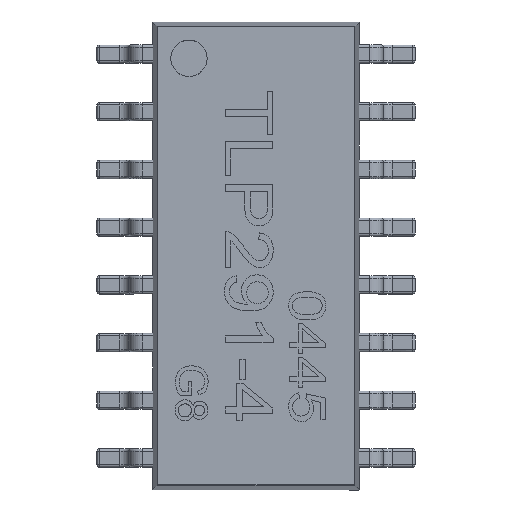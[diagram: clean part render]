
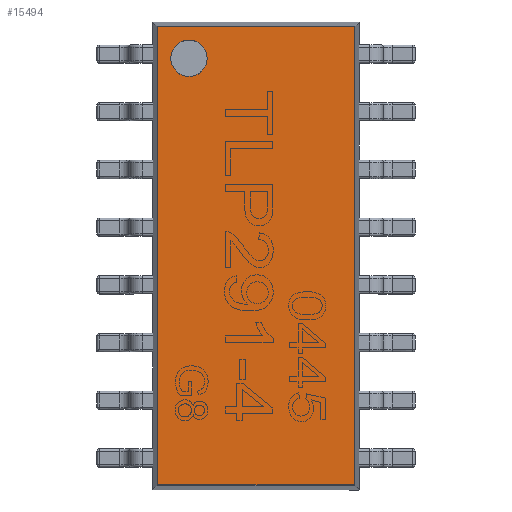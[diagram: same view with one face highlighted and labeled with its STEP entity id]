
A CAD part, top view. The second image highlights one B-rep face of the part: STEP entity #15494.
In plain terms, the highlighted planar face has unit normal (0, 0, 1).
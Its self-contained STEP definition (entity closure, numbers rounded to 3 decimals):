
#1098 = EDGE_CURVE ( 'NONE', #25434, #13727, #33320, .T. ) ;
#1709 = ORIENTED_EDGE ( 'NONE', *, *, #38524, .T. ) ;
#1765 = FACE_OUTER_BOUND ( 'NONE', #17166, .T. ) ;
#2246 = CIRCLE ( 'NONE', #31597, 0.4 ) ;
#2490 = CARTESIAN_POINT ( 'NONE',  ( -1.875, 4.35, 2.101 ) ) ;
#3021 = DIRECTION ( 'NONE',  ( 1., 0., 0. ) ) ;
#3393 = ORIENTED_EDGE ( 'NONE', *, *, #1098, .T. ) ;
#3470 = CARTESIAN_POINT ( 'NONE',  ( 2.166, 5.041, 2.101 ) ) ;
#4618 = DIRECTION ( 'NONE',  ( -1., 0., 0. ) ) ;
#4803 = DIRECTION ( 'NONE',  ( 1., 0., 0. ) ) ;
#5366 = LINE ( 'NONE', #29708, #33785 ) ;
#5651 = DIRECTION ( 'NONE',  ( 0., -1., 0. ) ) ;
#10572 = CARTESIAN_POINT ( 'NONE',  ( -1.475, 4.35, 2.101 ) ) ;
#12854 = VERTEX_POINT ( 'NONE', #13538 ) ;
#13538 = CARTESIAN_POINT ( 'NONE',  ( 2.166, -5.041, 2.101 ) ) ;
#13727 = VERTEX_POINT ( 'NONE', #33463 ) ;
#14222 = DIRECTION ( 'NONE',  ( -1., 0., 0. ) ) ;
#14718 = CARTESIAN_POINT ( 'NONE',  ( -1.475, 4.35, 2.101 ) ) ;
#15158 = CARTESIAN_POINT ( 'NONE',  ( -1.075, 4.35, 2.101 ) ) ;
#15494 = ADVANCED_FACE ( 'NONE', ( #1765, #31130 ), #20027, .F. ) ;
#16244 = CIRCLE ( 'NONE', #16686, 0.4 ) ;
#16278 = DIRECTION ( 'NONE',  ( 0., 1., 0. ) ) ;
#16293 = DIRECTION ( 'NONE',  ( 1., 0., 0. ) ) ;
#16686 = AXIS2_PLACEMENT_3D ( 'NONE', #10572, #16796, #16293 ) ;
#16796 = DIRECTION ( 'NONE',  ( 0., 0., 1. ) ) ;
#16913 = ORIENTED_EDGE ( 'NONE', *, *, #21354, .F. ) ;
#16919 = EDGE_CURVE ( 'NONE', #12854, #25434, #18670, .T. ) ;
#17166 = EDGE_LOOP ( 'NONE', ( #31047, #3393, #25298, #1709 ) ) ;
#17475 = LINE ( 'NONE', #33231, #19390 ) ;
#17819 = EDGE_LOOP ( 'NONE', ( #16913, #25389 ) ) ;
#18228 = VECTOR ( 'NONE', #4618, 1000. ) ;
#18664 = VERTEX_POINT ( 'NONE', #25821 ) ;
#18670 = LINE ( 'NONE', #31270, #19133 ) ;
#19133 = VECTOR ( 'NONE', #16278, 1000. ) ;
#19390 = VECTOR ( 'NONE', #3021, 1000. ) ;
#20027 = PLANE ( 'NONE',  #25973 ) ;
#21354 = EDGE_CURVE ( 'NONE', #34319, #39061, #2246, .T. ) ;
#25298 = ORIENTED_EDGE ( 'NONE', *, *, #28500, .T. ) ;
#25389 = ORIENTED_EDGE ( 'NONE', *, *, #31929, .F. ) ;
#25434 = VERTEX_POINT ( 'NONE', #3470 ) ;
#25821 = CARTESIAN_POINT ( 'NONE',  ( -2.166, -5.041, 2.101 ) ) ;
#25973 = AXIS2_PLACEMENT_3D ( 'NONE', #29300, #32090, #14222 ) ;
#28500 = EDGE_CURVE ( 'NONE', #13727, #18664, #5366, .T. ) ;
#29300 = CARTESIAN_POINT ( 'NONE',  ( 0., 0., 2.101 ) ) ;
#29708 = CARTESIAN_POINT ( 'NONE',  ( -2.166, 5.041, 2.101 ) ) ;
#29786 = DIRECTION ( 'NONE',  ( 0., 0., 1. ) ) ;
#31047 = ORIENTED_EDGE ( 'NONE', *, *, #16919, .T. ) ;
#31130 = FACE_BOUND ( 'NONE', #17819, .T. ) ;
#31270 = CARTESIAN_POINT ( 'NONE',  ( 2.166, 5.041, 2.101 ) ) ;
#31597 = AXIS2_PLACEMENT_3D ( 'NONE', #14718, #29786, #4803 ) ;
#31929 = EDGE_CURVE ( 'NONE', #39061, #34319, #16244, .T. ) ;
#32090 = DIRECTION ( 'NONE',  ( 0., 0., -1. ) ) ;
#33231 = CARTESIAN_POINT ( 'NONE',  ( 2.166, -5.041, 2.101 ) ) ;
#33320 = LINE ( 'NONE', #35214, #18228 ) ;
#33463 = CARTESIAN_POINT ( 'NONE',  ( -2.166, 5.041, 2.101 ) ) ;
#33785 = VECTOR ( 'NONE', #5651, 1000. ) ;
#34319 = VERTEX_POINT ( 'NONE', #2490 ) ;
#35214 = CARTESIAN_POINT ( 'NONE',  ( 2.166, 5.041, 2.101 ) ) ;
#38524 = EDGE_CURVE ( 'NONE', #18664, #12854, #17475, .T. ) ;
#39061 = VERTEX_POINT ( 'NONE', #15158 ) ;
